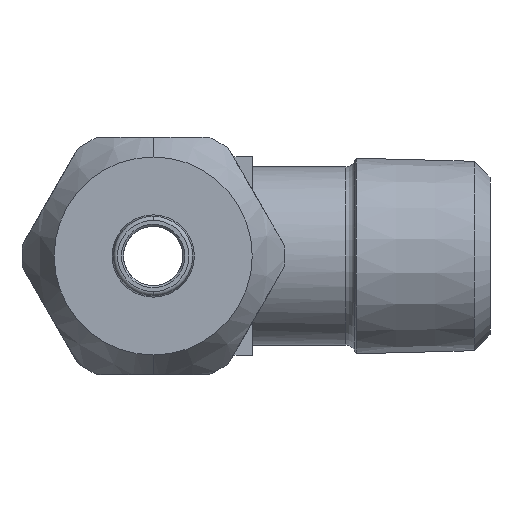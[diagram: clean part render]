
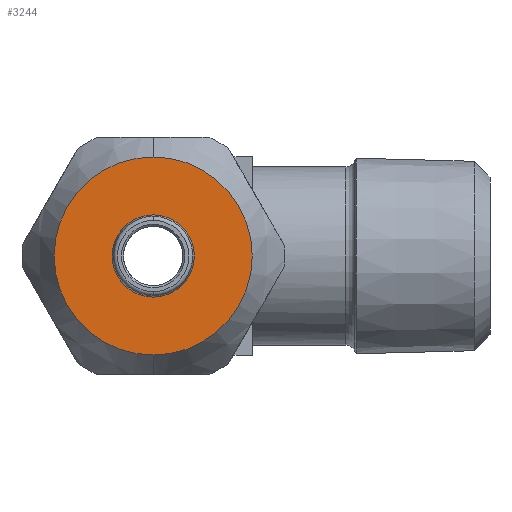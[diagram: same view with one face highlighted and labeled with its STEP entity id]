
A CAD part, left-side view. The second image highlights one B-rep face of the part: STEP entity #3244.
In plain terms, the highlighted planar face has unit normal (-1, 0, 0).
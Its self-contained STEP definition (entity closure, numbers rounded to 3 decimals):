
#190 = PLANE ( 'NONE',  #3405 ) ;
#191 = CARTESIAN_POINT ( 'NONE',  ( -21., -5., 0. ) ) ;
#192 = DIRECTION ( 'NONE',  ( -1., 0., 0. ) ) ;
#193 = DIRECTION ( 'NONE',  ( 0., 0., -1. ) ) ;
#318 = CARTESIAN_POINT ( 'NONE',  ( -21., 0., 0. ) ) ;
#319 = DIRECTION ( 'NONE',  ( -1., 0., 0. ) ) ;
#320 = DIRECTION ( 'NONE',  ( 0., 0., -1. ) ) ;
#724 = EDGE_LOOP ( 'NONE', ( #2823, #2824 ) ) ;
#725 = EDGE_LOOP ( 'NONE', ( #2821, #2822 ) ) ;
#1029 = CARTESIAN_POINT ( 'NONE',  ( -21., 0., 5. ) ) ;
#1031 = CARTESIAN_POINT ( 'NONE',  ( -21., 0., -5. ) ) ;
#1293 = CARTESIAN_POINT ( 'NONE',  ( -21., 0., 0. ) ) ;
#1294 = DIRECTION ( 'NONE',  ( 1., 0., 0. ) ) ;
#1295 = DIRECTION ( 'NONE',  ( 0., 0., 1. ) ) ;
#1559 = AXIS2_PLACEMENT_3D ( 'NONE', #2347, #2348, #2349 ) ;
#1561 = CIRCLE ( 'NONE', #1559, 2.075 ) ;
#1721 = VERTEX_POINT ( 'NONE', #1029 ) ;
#1723 = VERTEX_POINT ( 'NONE', #1031 ) ;
#1833 = EDGE_CURVE ( 'NONE', #1723, #1721, #3115, .T. ) ;
#1871 = EDGE_CURVE ( 'NONE', #1721, #1723, #1933, .T. ) ;
#1930 = AXIS2_PLACEMENT_3D ( 'NONE', #2029, #2030, #2031 ) ;
#1933 = CIRCLE ( 'NONE', #1930, 5. ) ;
#2029 = CARTESIAN_POINT ( 'NONE',  ( -21., 0., 0. ) ) ;
#2030 = DIRECTION ( 'NONE',  ( 1., 0., 0. ) ) ;
#2031 = DIRECTION ( 'NONE',  ( 0., 0., 1. ) ) ;
#2149 = CARTESIAN_POINT ( 'NONE',  ( -21., 0., -2.075 ) ) ;
#2150 = CARTESIAN_POINT ( 'NONE',  ( -21., 0., 2.075 ) ) ;
#2347 = CARTESIAN_POINT ( 'NONE',  ( -21., 0., 0. ) ) ;
#2348 = DIRECTION ( 'NONE',  ( -1., 0., 0. ) ) ;
#2349 = DIRECTION ( 'NONE',  ( 0., 0., -1. ) ) ;
#2633 = VERTEX_POINT ( 'NONE', #2149 ) ;
#2634 = VERTEX_POINT ( 'NONE', #2150 ) ;
#2793 = EDGE_CURVE ( 'NONE', #2633, #2634, #1561, .T. ) ;
#2821 = ORIENTED_EDGE ( 'NONE', *, *, #1871, .F. ) ;
#2822 = ORIENTED_EDGE ( 'NONE', *, *, #1833, .F. ) ;
#2823 = ORIENTED_EDGE ( 'NONE', *, *, #3278, .F. ) ;
#2824 = ORIENTED_EDGE ( 'NONE', *, *, #2793, .F. ) ;
#3114 = AXIS2_PLACEMENT_3D ( 'NONE', #1293, #1294, #1295 ) ;
#3115 = CIRCLE ( 'NONE', #3114, 5. ) ;
#3244 = ADVANCED_FACE ( 'NONE', ( #3749, #3750 ), #190, .T. ) ;
#3278 = EDGE_CURVE ( 'NONE', #2634, #2633, #3437, .T. ) ;
#3405 = AXIS2_PLACEMENT_3D ( 'NONE', #191, #192, #193 ) ;
#3437 = CIRCLE ( 'NONE', #3444, 2.075 ) ;
#3444 = AXIS2_PLACEMENT_3D ( 'NONE', #318, #319, #320 ) ;
#3749 = FACE_OUTER_BOUND ( 'NONE', #725, .T. ) ;
#3750 = FACE_BOUND ( 'NONE', #724, .T. ) ;
